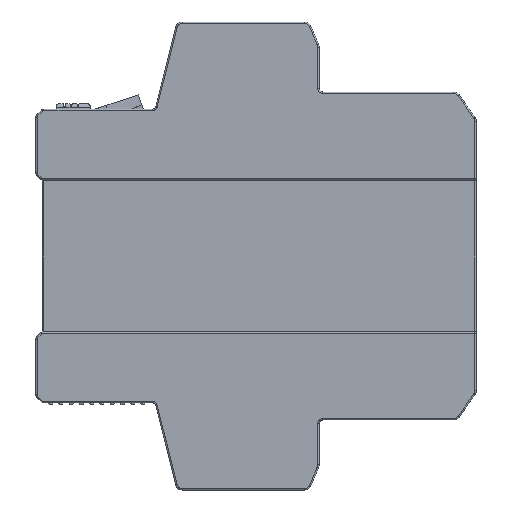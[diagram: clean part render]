
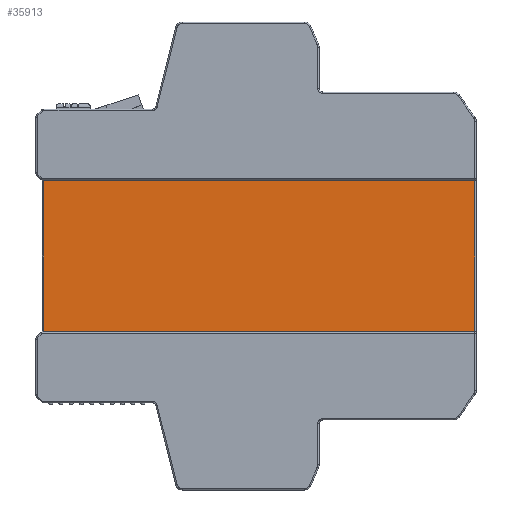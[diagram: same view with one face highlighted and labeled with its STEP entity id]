
A CAD part, left-side view. The second image highlights one B-rep face of the part: STEP entity #35913.
In plain terms, the highlighted planar face has unit normal (-1, 0, 0).
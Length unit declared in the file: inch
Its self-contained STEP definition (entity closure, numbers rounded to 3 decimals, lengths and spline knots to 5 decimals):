
#352 = CARTESIAN_POINT ( 'NONE',  ( 0.01181, 0., -1.34843 ) ) ;
#1531 = EDGE_CURVE ( 'NONE', #29800, #28314, #5401, .T. ) ;
#3416 = LINE ( 'NONE', #37804, #4277 ) ;
#4277 = VECTOR ( 'NONE', #31481, 39.37008 ) ;
#4928 = ORIENTED_EDGE ( 'NONE', *, *, #1531, .F. ) ;
#5063 = EDGE_CURVE ( 'NONE', #28314, #13264, #21977, .T. ) ;
#5401 = LINE ( 'NONE', #14276, #32333 ) ;
#7071 = EDGE_CURVE ( 'NONE', #11651, #29800, #3416, .T. ) ;
#11534 = DIRECTION ( 'NONE',  ( 0., 1., 0. ) ) ;
#11651 = VERTEX_POINT ( 'NONE', #36461 ) ;
#12243 = CARTESIAN_POINT ( 'NONE',  ( 0.01181, 2.49213, -1.34843 ) ) ;
#13264 = VERTEX_POINT ( 'NONE', #14088 ) ;
#14088 = CARTESIAN_POINT ( 'NONE',  ( 0.01181, 2.49213, -0.91535 ) ) ;
#14276 = CARTESIAN_POINT ( 'NONE',  ( 0.01181, 0., -1.7815 ) ) ;
#16780 = ORIENTED_EDGE ( 'NONE', *, *, #5063, .F. ) ;
#16785 = DIRECTION ( 'NONE',  ( 0., 0., -1. ) ) ;
#19355 = DIRECTION ( 'NONE',  ( 1., 0., 0. ) ) ;
#19763 = FACE_OUTER_BOUND ( 'NONE', #29418, .T. ) ;
#21977 = LINE ( 'NONE', #12243, #35923 ) ;
#23644 = LINE ( 'NONE', #36703, #27740 ) ;
#23956 = ORIENTED_EDGE ( 'NONE', *, *, #7071, .F. ) ;
#26425 = AXIS2_PLACEMENT_3D ( 'NONE', #352, #19355, #16785 ) ;
#27214 = DIRECTION ( 'NONE',  ( 0., -1., 0. ) ) ;
#27740 = VECTOR ( 'NONE', #27214, 39.37008 ) ;
#28314 = VERTEX_POINT ( 'NONE', #40371 ) ;
#29418 = EDGE_LOOP ( 'NONE', ( #16780, #4928, #23956, #40223 ) ) ;
#29800 = VERTEX_POINT ( 'NONE', #37700 ) ;
#31481 = DIRECTION ( 'NONE',  ( 0., 0., -1. ) ) ;
#31642 = DIRECTION ( 'NONE',  ( 0., 0., 1. ) ) ;
#32187 = PLANE ( 'NONE',  #26425 ) ;
#32333 = VECTOR ( 'NONE', #11534, 39.37008 ) ;
#35219 = EDGE_CURVE ( 'NONE', #13264, #11651, #23644, .T. ) ;
#35913 = ADVANCED_FACE ( 'NONE', ( #19763 ), #32187, .F. ) ;
#35923 = VECTOR ( 'NONE', #31642, 39.37008 ) ;
#36461 = CARTESIAN_POINT ( 'NONE',  ( 0.01181, 0.00787, -0.91535 ) ) ;
#36703 = CARTESIAN_POINT ( 'NONE',  ( 0.01181, 0., -0.91535 ) ) ;
#37700 = CARTESIAN_POINT ( 'NONE',  ( 0.01181, 0.00787, -1.7815 ) ) ;
#37804 = CARTESIAN_POINT ( 'NONE',  ( 0.01181, 0.00787, -1.34843 ) ) ;
#40223 = ORIENTED_EDGE ( 'NONE', *, *, #35219, .F. ) ;
#40371 = CARTESIAN_POINT ( 'NONE',  ( 0.01181, 2.49213, -1.7815 ) ) ;
